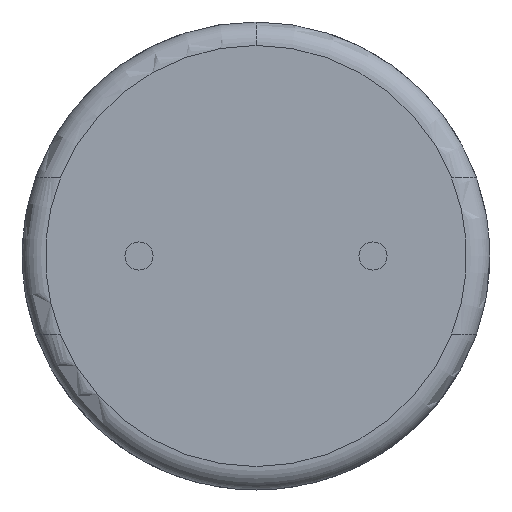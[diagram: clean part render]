
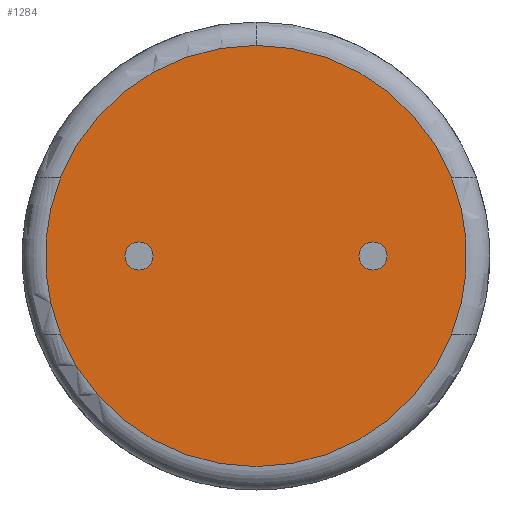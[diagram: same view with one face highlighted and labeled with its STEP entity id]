
A CAD part, front view. The second image highlights one B-rep face of the part: STEP entity #1284.
In plain terms, the highlighted planar face has unit normal (0, -1, 0).
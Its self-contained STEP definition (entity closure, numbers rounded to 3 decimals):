
#220 = VERTEX_POINT('',#221);
#221 = CARTESIAN_POINT('',(2.5,2.4,5.3));
#227 = EDGE_CURVE('',#220,#228,#230,.T.);
#228 = VERTEX_POINT('',#229);
#229 = CARTESIAN_POINT('',(2.5,2.4,4.7));
#230 = CIRCLE('',#231,0.3);
#231 = AXIS2_PLACEMENT_3D('',#232,#233,#234);
#232 = CARTESIAN_POINT('',(2.5,2.4,5.));
#233 = DIRECTION('',(0.,-1.,0.));
#234 = DIRECTION('',(0.,0.,-1.));
#262 = VERTEX_POINT('',#263);
#263 = CARTESIAN_POINT('',(-2.5,2.4,5.3)
  );
#269 = EDGE_CURVE('',#262,#270,#272,.T.);
#270 = VERTEX_POINT('',#271);
#271 = CARTESIAN_POINT('',(-2.5,2.4,4.7)
  );
#272 = CIRCLE('',#273,0.3);
#273 = AXIS2_PLACEMENT_3D('',#274,#275,#276);
#274 = CARTESIAN_POINT('',(-2.5,2.4,5.)
  );
#275 = DIRECTION('',(0.,-1.,0.));
#276 = DIRECTION('',(0.,0.,1.));
#586 = VERTEX_POINT('',#587);
#587 = CARTESIAN_POINT('',(0.,2.4,
    9.5));
#594 = EDGE_CURVE('',#595,#586,#597,.T.);
#595 = VERTEX_POINT('',#596);
#596 = CARTESIAN_POINT('',(4.18,2.4,6.667)
  );
#597 = CIRCLE('',#598,4.5);
#598 = AXIS2_PLACEMENT_3D('',#599,#600,#601);
#599 = CARTESIAN_POINT('',(0.,2.4,
    5.));
#600 = DIRECTION('',(0.,-1.,0.));
#601 = DIRECTION('',(0.,0.,1.));
#632 = VERTEX_POINT('',#633);
#633 = CARTESIAN_POINT('',(4.18,2.4,3.333)
  );
#644 = EDGE_CURVE('',#645,#632,#647,.T.);
#645 = VERTEX_POINT('',#646);
#646 = CARTESIAN_POINT('',(-4.18,2.4,3.333
    ));
#647 = CIRCLE('',#648,4.5);
#648 = AXIS2_PLACEMENT_3D('',#649,#650,#651);
#649 = CARTESIAN_POINT('',(0.,2.4,
    5.));
#650 = DIRECTION('',(0.,-1.,0.));
#651 = DIRECTION('',(0.,0.,1.));
#679 = EDGE_CURVE('',#632,#595,#680,.T.);
#680 = CIRCLE('',#681,4.5);
#681 = AXIS2_PLACEMENT_3D('',#682,#683,#684);
#682 = CARTESIAN_POINT('',(0.,2.4,
    5.));
#683 = DIRECTION('',(0.,-1.,0.));
#684 = DIRECTION('',(0.,0.,1.));
#705 = VERTEX_POINT('',#706);
#706 = CARTESIAN_POINT('',(-4.18,2.4,6.667
    ));
#715 = EDGE_CURVE('',#586,#705,#716,.T.);
#716 = CIRCLE('',#717,4.5);
#717 = AXIS2_PLACEMENT_3D('',#718,#719,#720);
#718 = CARTESIAN_POINT('',(0.,2.4,
    5.));
#719 = DIRECTION('',(0.,-1.,0.));
#720 = DIRECTION('',(0.,0.,1.));
#1284 = ADVANCED_FACE('',(#1285,#1295,#1305),#1318,.T.);
#1285 = FACE_BOUND('',#1286,.T.);
#1286 = EDGE_LOOP('',(#1287,#1294));
#1287 = ORIENTED_EDGE('',*,*,#1288,.F.);
#1288 = EDGE_CURVE('',#228,#220,#1289,.T.);
#1289 = CIRCLE('',#1290,0.3);
#1290 = AXIS2_PLACEMENT_3D('',#1291,#1292,#1293);
#1291 = CARTESIAN_POINT('',(2.5,2.4,5.)
  );
#1292 = DIRECTION('',(0.,-1.,0.));
#1293 = DIRECTION('',(0.,0.,-1.));
#1294 = ORIENTED_EDGE('',*,*,#227,.F.);
#1295 = FACE_BOUND('',#1296,.T.);
#1296 = EDGE_LOOP('',(#1297,#1304));
#1297 = ORIENTED_EDGE('',*,*,#1298,.F.);
#1298 = EDGE_CURVE('',#270,#262,#1299,.T.);
#1299 = CIRCLE('',#1300,0.3);
#1300 = AXIS2_PLACEMENT_3D('',#1301,#1302,#1303);
#1301 = CARTESIAN_POINT('',(-2.5,2.4,5.)
  );
#1302 = DIRECTION('',(0.,-1.,0.));
#1303 = DIRECTION('',(0.,0.,1.));
#1304 = ORIENTED_EDGE('',*,*,#269,.F.);
#1305 = FACE_BOUND('',#1306,.T.);
#1306 = EDGE_LOOP('',(#1307,#1314,#1315,#1316,#1317));
#1307 = ORIENTED_EDGE('',*,*,#1308,.T.);
#1308 = EDGE_CURVE('',#705,#645,#1309,.T.);
#1309 = CIRCLE('',#1310,4.5);
#1310 = AXIS2_PLACEMENT_3D('',#1311,#1312,#1313);
#1311 = CARTESIAN_POINT('',(0.,2.4,
    5.));
#1312 = DIRECTION('',(0.,-1.,0.));
#1313 = DIRECTION('',(0.,0.,1.));
#1314 = ORIENTED_EDGE('',*,*,#644,.T.);
#1315 = ORIENTED_EDGE('',*,*,#679,.T.);
#1316 = ORIENTED_EDGE('',*,*,#594,.T.);
#1317 = ORIENTED_EDGE('',*,*,#715,.T.);
#1318 = PLANE('',#1319);
#1319 = AXIS2_PLACEMENT_3D('',#1320,#1321,#1322);
#1320 = CARTESIAN_POINT('',(0.,2.4,
    5.));
#1321 = DIRECTION('',(0.,-1.,0.));
#1322 = DIRECTION('',(0.,0.,1.));
